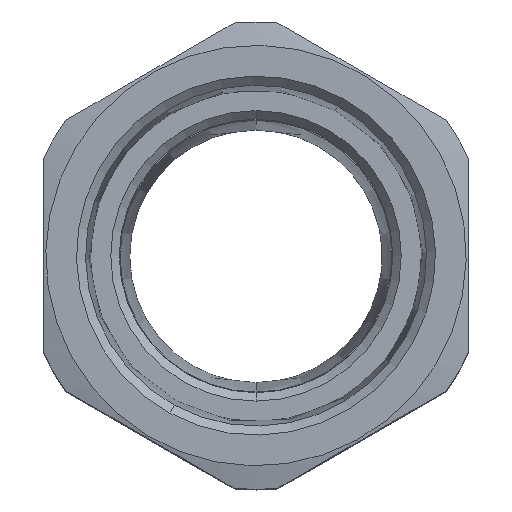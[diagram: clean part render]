
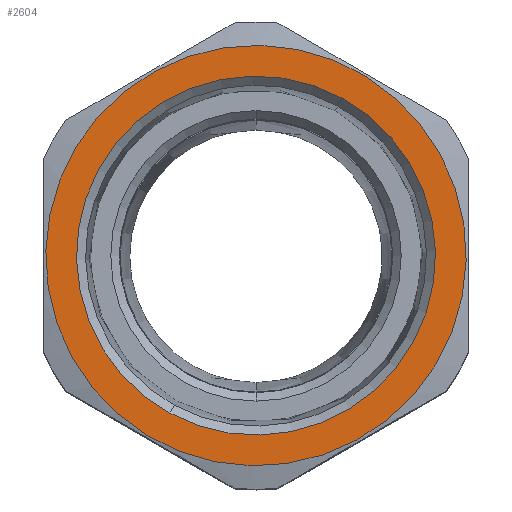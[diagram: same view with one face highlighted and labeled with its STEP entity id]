
A CAD part, top view. The second image highlights one B-rep face of the part: STEP entity #2604.
In plain terms, the highlighted planar face has unit normal (0, 0, 1).
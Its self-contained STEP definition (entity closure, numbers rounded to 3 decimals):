
#1641=AXIS2_PLACEMENT_3D('Circle Axis2P3D',#1639,#1640,$) ;
#2144=AXIS2_PLACEMENT_3D('Circle Axis2P3D',#2142,#2143,$) ;
#2580=AXIS2_PLACEMENT_3D('Plane Axis2P3D',#2577,#2578,#2579) ;
#2588=AXIS2_PLACEMENT_3D('Circle Axis2P3D',#2586,#2587,$) ;
#2597=AXIS2_PLACEMENT_3D('Circle Axis2P3D',#2595,#2596,$) ;
#1636=CARTESIAN_POINT('Vertex',(12.123,6.364,82.25)) ;
#1639=CARTESIAN_POINT('Axis2P3D Location',(25.,27.5,82.25)) ;
#1643=CARTESIAN_POINT('Vertex',(37.877,48.636,82.25)) ;
#2142=CARTESIAN_POINT('Axis2P3D Location',(25.,27.5,82.25)) ;
#2577=CARTESIAN_POINT('Axis2P3D Location',(25.,27.5,82.25)) ;
#2586=CARTESIAN_POINT('Axis2P3D Location',(25.,27.5,82.25)) ;
#2590=CARTESIAN_POINT('Vertex',(14.869,8.954,82.25)) ;
#2592=CARTESIAN_POINT('Vertex',(35.131,46.046,82.25)) ;
#2595=CARTESIAN_POINT('Axis2P3D Location',(25.,27.5,82.25)) ;
#1640=DIRECTION('Axis2P3D Direction',(0.,0.,-1.)) ;
#2143=DIRECTION('Axis2P3D Direction',(0.,0.,-1.)) ;
#2578=DIRECTION('Axis2P3D Direction',(0.,0.,-1.)) ;
#2579=DIRECTION('Axis2P3D XDirection',(0.,1.,0.)) ;
#2587=DIRECTION('Axis2P3D Direction',(0.,0.,-1.)) ;
#2596=DIRECTION('Axis2P3D Direction',(0.,0.,-1.)) ;
#2583=ORIENTED_EDGE('',*,*,#1645,.T.) ;
#2584=ORIENTED_EDGE('',*,*,#2146,.T.) ;
#2601=ORIENTED_EDGE('',*,*,#2594,.T.) ;
#2602=ORIENTED_EDGE('',*,*,#2599,.T.) ;
#2603=FACE_BOUND('',#2600,.T.) ;
#2604=ADVANCED_FACE('Body',(#2585,#2603),#2581,.F.) ;
#1642=CIRCLE('generated circle',#1641,24.75) ;
#2145=CIRCLE('generated circle',#2144,24.75) ;
#2589=CIRCLE('generated circle',#2588,21.133) ;
#2598=CIRCLE('generated circle',#2597,21.133) ;
#1645=EDGE_CURVE('',#1644,#1637,#1642,.F.) ;
#2146=EDGE_CURVE('',#1637,#1644,#2145,.F.) ;
#2594=EDGE_CURVE('',#2591,#2593,#2589,.T.) ;
#2599=EDGE_CURVE('',#2593,#2591,#2598,.T.) ;
#2582=EDGE_LOOP('',(#2583,#2584)) ;
#2600=EDGE_LOOP('',(#2601,#2602)) ;
#2585=FACE_OUTER_BOUND('',#2582,.T.) ;
#2581=PLANE('',#2580) ;
#1637=VERTEX_POINT('',#1636) ;
#1644=VERTEX_POINT('',#1643) ;
#2591=VERTEX_POINT('',#2590) ;
#2593=VERTEX_POINT('',#2592) ;
